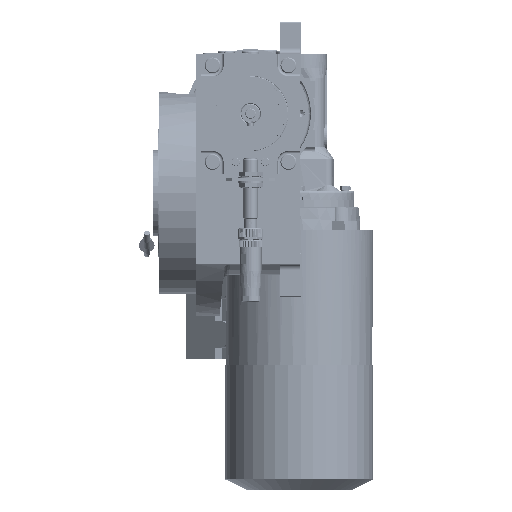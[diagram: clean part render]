
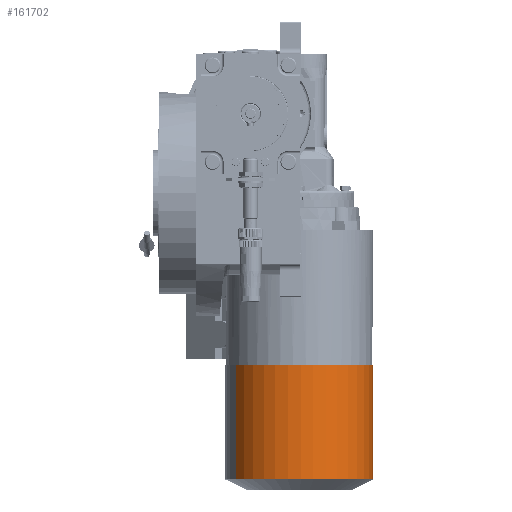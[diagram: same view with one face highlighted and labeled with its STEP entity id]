
A CAD part, left-side view. The second image highlights one B-rep face of the part: STEP entity #161702.
In plain terms, the highlighted cylindrical face has radius 60.5 mm (diameter 121 mm), a partial arc.
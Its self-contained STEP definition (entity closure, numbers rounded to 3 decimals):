
#5623 = EDGE_LOOP ( 'NONE', ( #7320, #114518, #83509, #70414 ) ) ;
#7320 = ORIENTED_EDGE ( 'NONE', *, *, #71589, .F. ) ;
#7456 = DIRECTION ( 'NONE',  ( 0., -0.242, -0.97 ) ) ;
#12633 = CARTESIAN_POINT ( 'NONE',  ( -64.811, -6.286, 0. ) ) ;
#19654 = CARTESIAN_POINT ( 'NONE',  ( -158.212, -20.922, -58.703 ) ) ;
#21092 = AXIS2_PLACEMENT_3D ( 'NONE', #33165, #34027, #7456 ) ;
#21990 = EDGE_CURVE ( 'NONE', #163918, #160767, #48451, .T. ) ;
#23505 = DIRECTION ( 'NONE',  ( -1., 0., 0. ) ) ;
#31846 = CARTESIAN_POINT ( 'NONE',  ( -64.811, 8.35, 58.703 ) ) ;
#32512 = LINE ( 'NONE', #19654, #125849 ) ;
#33165 = CARTESIAN_POINT ( 'NONE',  ( -158.212, -6.286, 0. ) ) ;
#34027 = DIRECTION ( 'NONE',  ( -1., 0., 0. ) ) ;
#41038 = CARTESIAN_POINT ( 'NONE',  ( -158.212, -20.922, -58.703 ) ) ;
#42148 = LINE ( 'NONE', #31846, #157866 ) ;
#43922 = AXIS2_PLACEMENT_3D ( 'NONE', #12633, #154901, #115458 ) ;
#48451 = CIRCLE ( 'NONE', #21092, 60.5 ) ;
#70414 = ORIENTED_EDGE ( 'NONE', *, *, #72663, .T. ) ;
#71589 = EDGE_CURVE ( 'NONE', #162391, #143919, #76766, .T. ) ;
#72663 = EDGE_CURVE ( 'NONE', #163918, #143919, #32512, .T. ) ;
#76766 = CIRCLE ( 'NONE', #43922, 60.5 ) ;
#83509 = ORIENTED_EDGE ( 'NONE', *, *, #21990, .F. ) ;
#88615 = CYLINDRICAL_SURFACE ( 'NONE', #166756, 60.5 ) ;
#106493 = CARTESIAN_POINT ( 'NONE',  ( -158.212, 8.35, 58.703 ) ) ;
#107092 = DIRECTION ( 'NONE',  ( 1., 0., 0. ) ) ;
#111140 = FACE_OUTER_BOUND ( 'NONE', #5623, .T. ) ;
#114518 = ORIENTED_EDGE ( 'NONE', *, *, #166007, .T. ) ;
#115458 = DIRECTION ( 'NONE',  ( 0., 0.242, 0.97 ) ) ;
#121463 = DIRECTION ( 'NONE',  ( 0., 0.242, 0.97 ) ) ;
#121692 = CARTESIAN_POINT ( 'NONE',  ( -64.811, 8.35, 58.703 ) ) ;
#125849 = VECTOR ( 'NONE', #107092, 1000. ) ;
#140916 = CARTESIAN_POINT ( 'NONE',  ( -26.951, -6.286, 0. ) ) ;
#143919 = VERTEX_POINT ( 'NONE', #145454 ) ;
#145454 = CARTESIAN_POINT ( 'NONE',  ( -64.811, -20.922, -58.703 ) ) ;
#148410 = DIRECTION ( 'NONE',  ( -1., 0., 0. ) ) ;
#154901 = DIRECTION ( 'NONE',  ( 1., 0., 0. ) ) ;
#157866 = VECTOR ( 'NONE', #148410, 1000. ) ;
#160767 = VERTEX_POINT ( 'NONE', #106493 ) ;
#161702 = ADVANCED_FACE ( 'NONE', ( #111140 ), #88615, .T. ) ;
#162391 = VERTEX_POINT ( 'NONE', #121692 ) ;
#163918 = VERTEX_POINT ( 'NONE', #41038 ) ;
#166007 = EDGE_CURVE ( 'NONE', #162391, #160767, #42148, .T. ) ;
#166756 = AXIS2_PLACEMENT_3D ( 'NONE', #140916, #23505, #121463 ) ;
